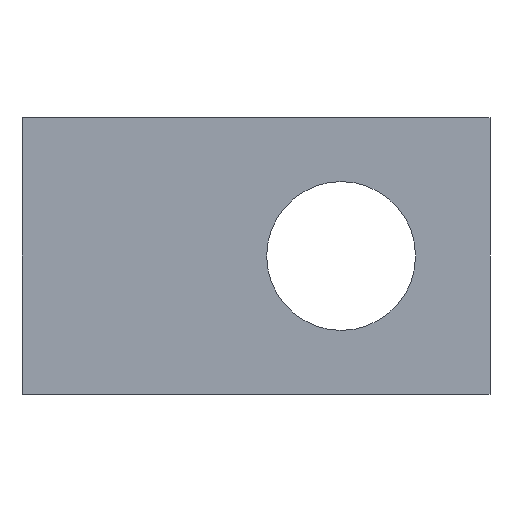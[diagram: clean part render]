
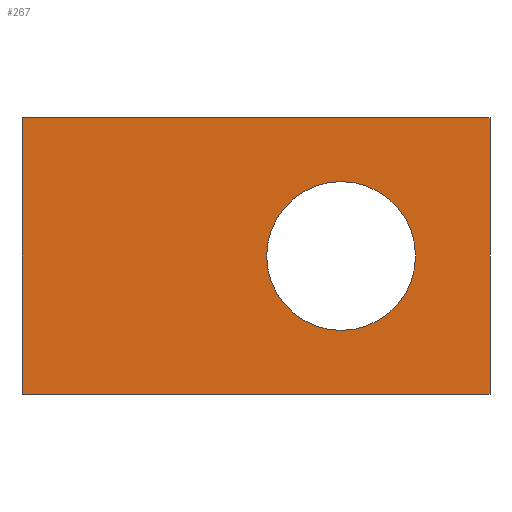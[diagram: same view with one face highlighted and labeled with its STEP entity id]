
A CAD part, front view. The second image highlights one B-rep face of the part: STEP entity #267.
In plain terms, the highlighted planar face has unit normal (0, -1, 0).
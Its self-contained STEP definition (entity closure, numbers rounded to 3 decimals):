
#15=FACE_BOUND('',#48,.T.);
#19=PLANE('',#308);
#33=FACE_OUTER_BOUND('',#47,.T.);
#47=EDGE_LOOP('',(#199,#200,#201,#202));
#48=EDGE_LOOP('',(#203));
#65=LINE('',#406,#97);
#66=LINE('',#408,#98);
#67=LINE('',#410,#99);
#68=LINE('',#411,#100);
#97=VECTOR('',#338,1000.);
#98=VECTOR('',#339,1000.);
#99=VECTOR('',#340,1000.);
#100=VECTOR('',#341,1000.);
#127=CIRCLE('',#303,3.5);
#131=VERTEX_POINT('',#392);
#135=VERTEX_POINT('',#404);
#136=VERTEX_POINT('',#405);
#137=VERTEX_POINT('',#407);
#138=VERTEX_POINT('',#409);
#155=EDGE_CURVE('',#131,#131,#127,.T.);
#161=EDGE_CURVE('',#135,#136,#65,.T.);
#162=EDGE_CURVE('',#137,#136,#66,.T.);
#163=EDGE_CURVE('',#138,#137,#67,.T.);
#164=EDGE_CURVE('',#138,#135,#68,.T.);
#199=ORIENTED_EDGE('',*,*,#161,.T.);
#200=ORIENTED_EDGE('',*,*,#162,.F.);
#201=ORIENTED_EDGE('',*,*,#163,.F.);
#202=ORIENTED_EDGE('',*,*,#164,.T.);
#203=ORIENTED_EDGE('',*,*,#155,.T.);
#267=ADVANCED_FACE('',(#33,#15),#19,.F.);
#303=AXIS2_PLACEMENT_3D('',#393,#324,#325);
#308=AXIS2_PLACEMENT_3D('',#403,#336,#337);
#324=DIRECTION('center_axis',(0.,1.,0.));
#325=DIRECTION('ref_axis',(-1.,0.,0.));
#336=DIRECTION('center_axis',(0.,1.,0.));
#337=DIRECTION('ref_axis',(-1.,0.,0.));
#338=DIRECTION('',(1.,0.,0.));
#339=DIRECTION('',(0.,0.,-1.));
#340=DIRECTION('',(1.,0.,0.));
#341=DIRECTION('',(0.,0.,-1.));
#392=CARTESIAN_POINT('',(18.5,0.,0.));
#393=CARTESIAN_POINT('Origin',(15.,0.,0.));
#403=CARTESIAN_POINT('Origin',(22.,0.,6.5));
#404=CARTESIAN_POINT('',(0.,0.,-6.5));
#405=CARTESIAN_POINT('',(22.,0.,-6.5));
#406=CARTESIAN_POINT('',(22.,0.,-6.5));
#407=CARTESIAN_POINT('',(22.,0.,6.5));
#408=CARTESIAN_POINT('',(22.,0.,6.5));
#409=CARTESIAN_POINT('',(0.,0.,6.5));
#410=CARTESIAN_POINT('',(22.,0.,6.5));
#411=CARTESIAN_POINT('',(0.,0.,6.5));
